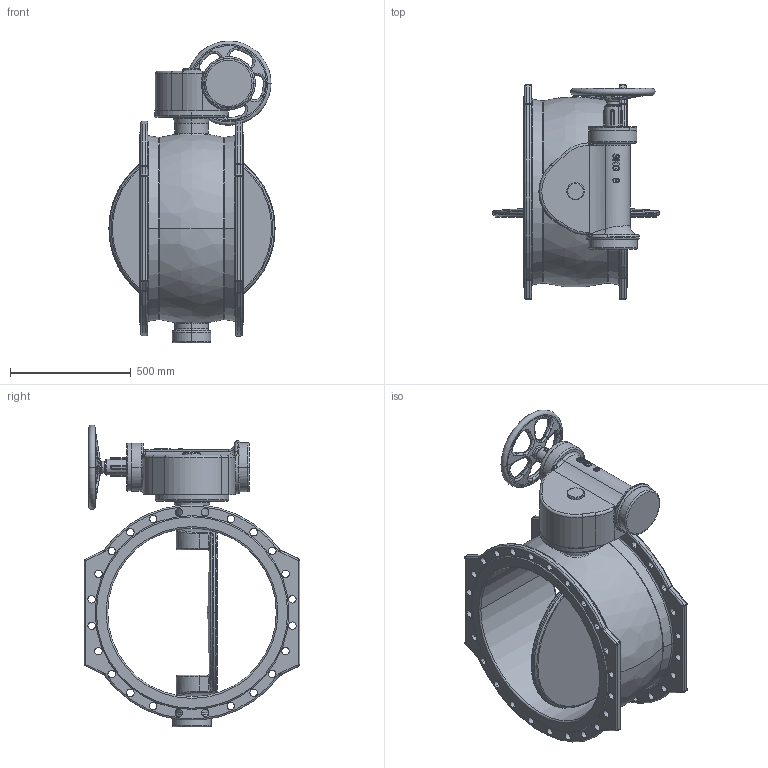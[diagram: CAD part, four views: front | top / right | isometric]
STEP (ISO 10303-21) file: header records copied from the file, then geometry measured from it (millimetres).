
FILE_DESCRIPTION((''),'2;1');
FILE_NAME('0D231538_ASM','2014-12-12T',('aspaegele'),(''),'PRO/ENGINEER BY PARAMETRIC TECHNOLOGY CORPORATION, 2010040','PRO/ENGINEER BY PARAMETRIC TECHNOLOGY CORPORATION, 2010040','');
FILE_SCHEMA(('AUTOMOTIVE_DESIGN_CC2 { 1 2 10303 214 -1 1 5 2 }'));
Products named in the file (6): F0D231532; M0D231532; NET_SKG_8; NET_LAGERNABE_SKG_8; 350_25_NABENLOCH; 0D231538_ASM
Assembly tree (5 placements, depth 2):
  0D231538_ASM
    F0D231532
    M0D231532
    NET_SKG_8
    NET_LAGERNABE_SKG_8
    350_25_NABENLOCH
Bounding box: 690 x 895 x 1253 mm (x, y, z)
Volume: 92219794.6 mm3; surface area: 4874749.9 mm2
Topology: 5 solids, 5 shells, 1194 faces, 3086 edges, 1935 vertices
Faces by surface type: plane 603, cylinder 279, torus 136, bspline 124, sphere 34, cone 18
Entity records: 55006 total; most frequent: CARTESIAN_POINT 16238, ORIENTED_EDGE 6168, DIRECTION 5587, EDGE_CURVE 3084, PRESENTATION_STYLE_ASSIGNMENT 3066, STYLED_ITEM 3027, CURVE_STYLE 2978, AXIS2_PLACEMENT_3D 2071
